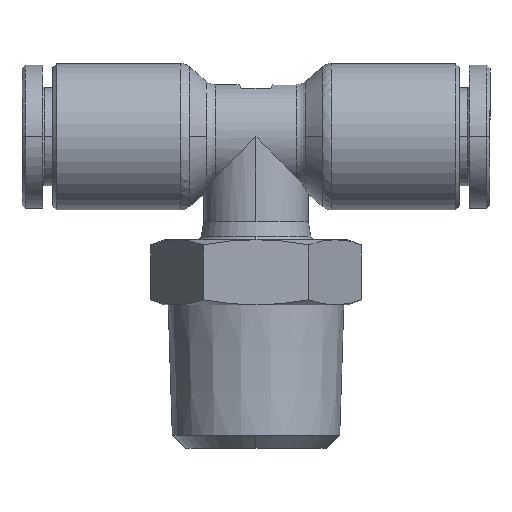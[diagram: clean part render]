
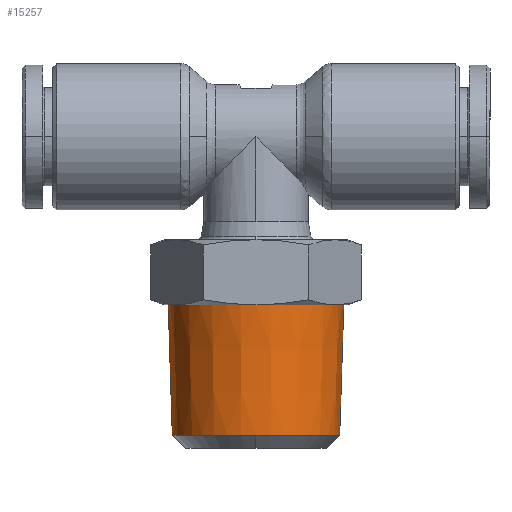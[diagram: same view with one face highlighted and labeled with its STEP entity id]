
A CAD part, front view. The second image highlights one B-rep face of the part: STEP entity #15257.
In plain terms, the highlighted conical face has half-angle 1.791 degrees and reference radius 6.734 mm.
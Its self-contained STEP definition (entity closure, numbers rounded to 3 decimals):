
#651 = DIRECTION ( 'NONE',  ( 1., 0., 0. ) ) ;
#932 = VECTOR ( 'NONE', #11499, 1000. ) ;
#1499 = VERTEX_POINT ( 'NONE', #2537 ) ;
#1550 = DIRECTION ( 'NONE',  ( 0., 0., 1. ) ) ;
#1634 = VERTEX_POINT ( 'NONE', #13008 ) ;
#2038 = CARTESIAN_POINT ( 'NONE',  ( 8.017, 0., -13.116 ) ) ;
#2459 = CARTESIAN_POINT ( 'NONE',  ( 7.704, 0., -23.117 ) ) ;
#2537 = CARTESIAN_POINT ( 'NONE',  ( 8.017, 0., -13.116 ) ) ;
#3022 = CARTESIAN_POINT ( 'NONE',  ( 1.282, 0., -23.117 ) ) ;
#3279 = ORIENTED_EDGE ( 'NONE', *, *, #11583, .T. ) ;
#3284 = AXIS2_PLACEMENT_3D ( 'NONE', #9004, #14596, #17517 ) ;
#3383 = EDGE_CURVE ( 'NONE', #16966, #1499, #5570, .T. ) ;
#3496 = VECTOR ( 'NONE', #14972, 1000. ) ;
#4077 = EDGE_CURVE ( 'NONE', #1499, #18413, #8181, .T. ) ;
#4701 = ORIENTED_EDGE ( 'NONE', *, *, #3383, .T. ) ;
#5459 = EDGE_CURVE ( 'NONE', #15051, #1634, #12437, .T. ) ;
#5496 = CARTESIAN_POINT ( 'NONE',  ( -5.452, 0., -13.116 ) ) ;
#5570 = LINE ( 'NONE', #2038, #3496 ) ;
#5947 = CARTESIAN_POINT ( 'NONE',  ( -5.452, 0., -13.116 ) ) ;
#6144 = DIRECTION ( 'NONE',  ( 0., 0., -1. ) ) ;
#6353 = DIRECTION ( 'NONE',  ( 0., 0., 1. ) ) ;
#6639 = CONICAL_SURFACE ( 'NONE', #3284, 6.734, 0.031 ) ;
#7339 = LINE ( 'NONE', #5947, #932 ) ;
#7524 = CARTESIAN_POINT ( 'NONE',  ( 1.282, 0., -13.116 ) ) ;
#7910 = CARTESIAN_POINT ( 'NONE',  ( 1.282, 0., -23.117 ) ) ;
#8181 = CIRCLE ( 'NONE', #15920, 6.734 ) ;
#8592 = EDGE_LOOP ( 'NONE', ( #13588, #10447, #3279, #4701, #15303 ) ) ;
#8740 = DIRECTION ( 'NONE',  ( 1., 0., 0. ) ) ;
#9004 = CARTESIAN_POINT ( 'NONE',  ( 1.282, 0., -13.116 ) ) ;
#10447 = ORIENTED_EDGE ( 'NONE', *, *, #5459, .T. ) ;
#11150 = FACE_OUTER_BOUND ( 'NONE', #8592, .T. ) ;
#11499 = DIRECTION ( 'NONE',  ( -0.031, 0., 1. ) ) ;
#11583 = EDGE_CURVE ( 'NONE', #1634, #16966, #14220, .T. ) ;
#11614 = CARTESIAN_POINT ( 'NONE',  ( -5.14, 0., -23.117 ) ) ;
#11950 = DIRECTION ( 'NONE',  ( 1., 0., 0. ) ) ;
#12437 = CIRCLE ( 'NONE', #16704, 6.422 ) ;
#13008 = CARTESIAN_POINT ( 'NONE',  ( 1.282, -6.422, -23.117 ) ) ;
#13588 = ORIENTED_EDGE ( 'NONE', *, *, #17476, .F. ) ;
#14220 = CIRCLE ( 'NONE', #15215, 6.422 ) ;
#14596 = DIRECTION ( 'NONE',  ( 0., 0., 1. ) ) ;
#14972 = DIRECTION ( 'NONE',  ( 0.031, 0., 1. ) ) ;
#15051 = VERTEX_POINT ( 'NONE', #11614 ) ;
#15215 = AXIS2_PLACEMENT_3D ( 'NONE', #7910, #6353, #651 ) ;
#15257 = ADVANCED_FACE ( 'NONE', ( #11150 ), #6639, .T. ) ;
#15303 = ORIENTED_EDGE ( 'NONE', *, *, #4077, .T. ) ;
#15920 = AXIS2_PLACEMENT_3D ( 'NONE', #7524, #6144, #11950 ) ;
#16704 = AXIS2_PLACEMENT_3D ( 'NONE', #3022, #1550, #8740 ) ;
#16966 = VERTEX_POINT ( 'NONE', #2459 ) ;
#17476 = EDGE_CURVE ( 'NONE', #15051, #18413, #7339, .T. ) ;
#17517 = DIRECTION ( 'NONE',  ( 1., 0., 0. ) ) ;
#18413 = VERTEX_POINT ( 'NONE', #5496 ) ;
